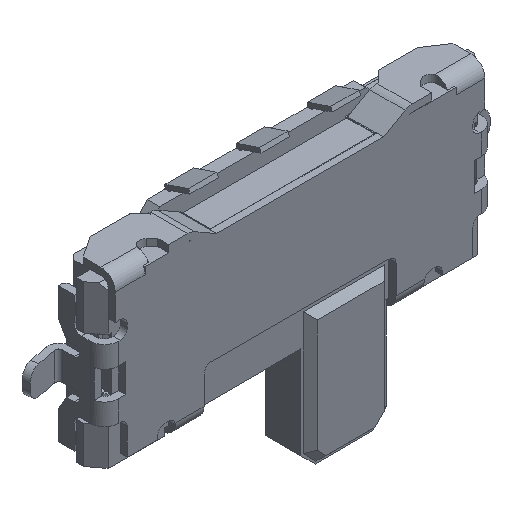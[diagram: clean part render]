
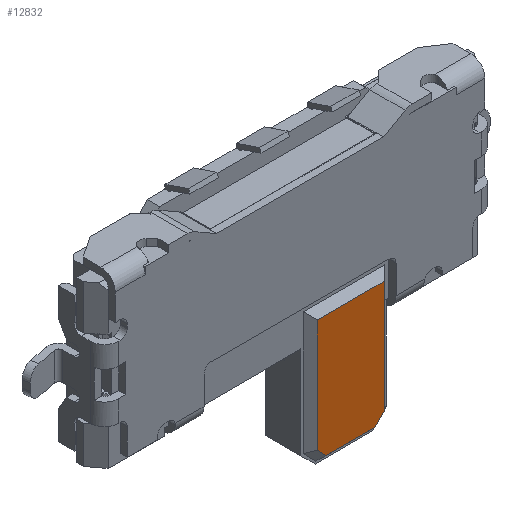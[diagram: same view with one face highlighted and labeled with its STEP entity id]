
A CAD part, isometric view. The second image highlights one B-rep face of the part: STEP entity #12832.
In plain terms, the highlighted planar face has unit normal (0, -1, 0).
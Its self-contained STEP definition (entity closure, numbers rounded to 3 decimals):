
#38 = DIRECTION ( 'NONE',  ( 0.707, 0., 0.707 ) ) ;
#394 = EDGE_LOOP ( 'NONE', ( #3562, #11564, #665, #7421, #10973, #15639 ) ) ;
#486 = CARTESIAN_POINT ( 'NONE',  ( 0.111, -0.7, 0.538 ) ) ;
#497 = CARTESIAN_POINT ( 'NONE',  ( 0.241, -0.7, 0.538 ) ) ;
#665 = ORIENTED_EDGE ( 'NONE', *, *, #9584, .T. ) ;
#946 = DIRECTION ( 'NONE',  ( 0.707, 0., -0.707 ) ) ;
#1180 = VERTEX_POINT ( 'NONE', #14300 ) ;
#1504 = CARTESIAN_POINT ( 'NONE',  ( 1.181, -0.7, -1.048 ) ) ;
#1952 = CARTESIAN_POINT ( 'NONE',  ( 1.181, -0.7, 0.538 ) ) ;
#2019 = LINE ( 'NONE', #4901, #8571 ) ;
#3367 = VECTOR ( 'NONE', #15906, 1000. ) ;
#3402 = LINE ( 'NONE', #7696, #6684 ) ;
#3562 = ORIENTED_EDGE ( 'NONE', *, *, #5624, .T. ) ;
#4901 = CARTESIAN_POINT ( 'NONE',  ( 1.181, -0.7, -1.302 ) ) ;
#5307 = LINE ( 'NONE', #7084, #14718 ) ;
#5343 = DIRECTION ( 'NONE',  ( 1., 0., 0. ) ) ;
#5399 = DIRECTION ( 'NONE',  ( -1., 0., 0. ) ) ;
#5624 = EDGE_CURVE ( 'NONE', #14793, #8308, #2019, .T. ) ;
#6684 = VECTOR ( 'NONE', #5343, 1000. ) ;
#7084 = CARTESIAN_POINT ( 'NONE',  ( 0.303, -0.7, -1.11 ) ) ;
#7176 = EDGE_CURVE ( 'NONE', #8308, #11620, #14791, .T. ) ;
#7244 = PLANE ( 'NONE',  #14239 ) ;
#7296 = CARTESIAN_POINT ( 'NONE',  ( 0.111, -0.7, -1.302 ) ) ;
#7421 = ORIENTED_EDGE ( 'NONE', *, *, #9487, .T. ) ;
#7696 = CARTESIAN_POINT ( 'NONE',  ( 0.111, -0.7, -1.172 ) ) ;
#8308 = VERTEX_POINT ( 'NONE', #1952 ) ;
#8538 = DIRECTION ( 'NONE',  ( 1., 0., 0. ) ) ;
#8571 = VECTOR ( 'NONE', #13496, 1000. ) ;
#9487 = EDGE_CURVE ( 'NONE', #10991, #1180, #5307, .T. ) ;
#9551 = LINE ( 'NONE', #14650, #3367 ) ;
#9584 = EDGE_CURVE ( 'NONE', #11620, #10991, #9551, .T. ) ;
#10184 = EDGE_CURVE ( 'NONE', #1180, #10964, #3402, .T. ) ;
#10964 = VERTEX_POINT ( 'NONE', #11645 ) ;
#10973 = ORIENTED_EDGE ( 'NONE', *, *, #10184, .T. ) ;
#10991 = VERTEX_POINT ( 'NONE', #11748 ) ;
#11564 = ORIENTED_EDGE ( 'NONE', *, *, #7176, .T. ) ;
#11618 = LINE ( 'NONE', #14772, #14887 ) ;
#11620 = VERTEX_POINT ( 'NONE', #497 ) ;
#11645 = CARTESIAN_POINT ( 'NONE',  ( 1.057, -0.7, -1.172 ) ) ;
#11748 = CARTESIAN_POINT ( 'NONE',  ( 0.241, -0.7, -1.048 ) ) ;
#12373 = FACE_OUTER_BOUND ( 'NONE', #394, .T. ) ;
#12554 = EDGE_CURVE ( 'NONE', #10964, #14793, #11618, .T. ) ;
#12832 = ADVANCED_FACE ( 'NONE', ( #12373 ), #7244, .T. ) ;
#13496 = DIRECTION ( 'NONE',  ( 0., 0., 1. ) ) ;
#14239 = AXIS2_PLACEMENT_3D ( 'NONE', #7296, #15905, #8538 ) ;
#14300 = CARTESIAN_POINT ( 'NONE',  ( 0.365, -0.7, -1.172 ) ) ;
#14404 = VECTOR ( 'NONE', #5399, 1000. ) ;
#14650 = CARTESIAN_POINT ( 'NONE',  ( 0.241, -0.7, -1.302 ) ) ;
#14718 = VECTOR ( 'NONE', #946, 1000. ) ;
#14772 = CARTESIAN_POINT ( 'NONE',  ( 0.519, -0.7, -1.71 ) ) ;
#14791 = LINE ( 'NONE', #486, #14404 ) ;
#14793 = VERTEX_POINT ( 'NONE', #1504 ) ;
#14887 = VECTOR ( 'NONE', #38, 1000. ) ;
#15639 = ORIENTED_EDGE ( 'NONE', *, *, #12554, .T. ) ;
#15905 = DIRECTION ( 'NONE',  ( 0., -1., 0. ) ) ;
#15906 = DIRECTION ( 'NONE',  ( 0., 0., -1. ) ) ;
